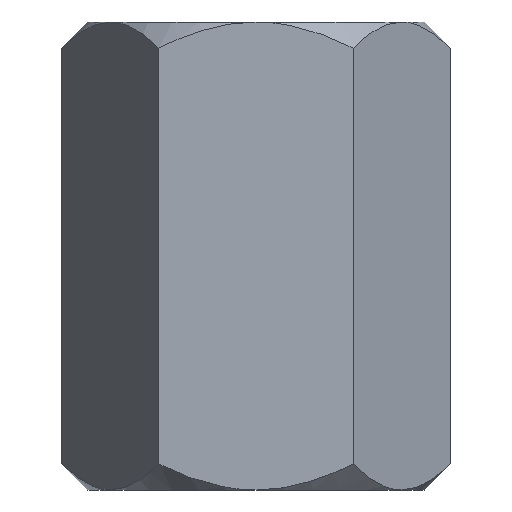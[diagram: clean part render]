
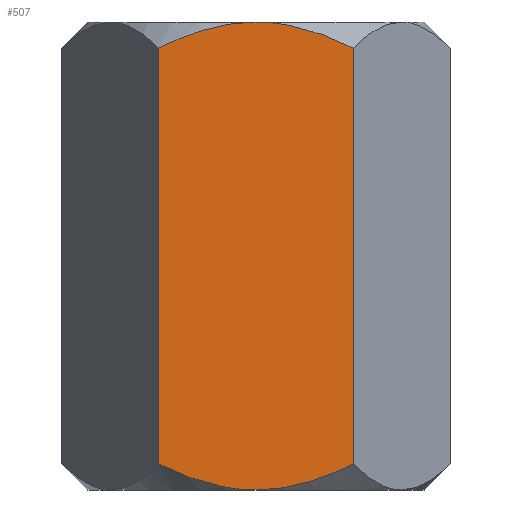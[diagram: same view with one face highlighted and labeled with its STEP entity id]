
A CAD part, left-side view. The second image highlights one B-rep face of the part: STEP entity #507.
In plain terms, the highlighted planar face has unit normal (-1, 0, 0).
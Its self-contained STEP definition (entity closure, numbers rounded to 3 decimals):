
#8 = CARTESIAN_POINT ( 'NONE',  ( -23., -7.957, -62.686 ) ) ;
#15 = CARTESIAN_POINT ( 'NONE',  ( -23., -9.586, -1.913 ) ) ;
#16 = VERTEX_POINT ( 'NONE', #538 ) ;
#41 = CARTESIAN_POINT ( 'NONE',  ( -23., -13.279, -3.558 ) ) ;
#63 = B_SPLINE_CURVE_WITH_KNOTS ( 'NONE', 3,
 ( #258, #506, #389, #15, #696, #320, #633, #505, #213, #273 ),
 .UNSPECIFIED., .F., .F.,
 ( 4, 2, 2, 2, 4 ),
 ( 0.053, 0.057, 0.058, 0.06, 0.067 ),
 .UNSPECIFIED. ) ;
#64 = CARTESIAN_POINT ( 'NONE',  ( -23., 7.957, -1.314 ) ) ;
#77 = B_SPLINE_CURVE_WITH_KNOTS ( 'NONE', 3,
 ( #388, #133, #80, #501, #124, #738, #567, #562, #747, #796 ),
 .UNSPECIFIED., .F., .F.,
 ( 4, 2, 2, 2, 4 ),
 ( 0.053, 0.057, 0.058, 0.06, 0.067 ),
 .UNSPECIFIED. ) ;
#80 = CARTESIAN_POINT ( 'NONE',  ( -23., 11.196, -61.439 ) ) ;
#93 = CARTESIAN_POINT ( 'NONE',  ( -23., -2.324, -63.89 ) ) ;
#95 = ORIENTED_EDGE ( 'NONE', *, *, #393, .T. ) ;
#105 = FACE_OUTER_BOUND ( 'NONE', #645, .T. ) ;
#124 = CARTESIAN_POINT ( 'NONE',  ( -23., 9.044, -62.291 ) ) ;
#133 = CARTESIAN_POINT ( 'NONE',  ( -23., 12.246, -60.958 ) ) ;
#152 = CARTESIAN_POINT ( 'NONE',  ( -23., 0., -64. ) ) ;
#188 = DIRECTION ( 'NONE',  ( 0., 0., 1. ) ) ;
#193 = CARTESIAN_POINT ( 'NONE',  ( -23., -13.279, -64. ) ) ;
#213 = CARTESIAN_POINT ( 'NONE',  ( -23., -2.328, 0. ) ) ;
#218 = CARTESIAN_POINT ( 'NONE',  ( -23., 2.898, -0.175 ) ) ;
#224 = DIRECTION ( 'NONE',  ( -1., 0., 0. ) ) ;
#225 = CARTESIAN_POINT ( 'NONE',  ( -23., 0., 0. ) ) ;
#233 = PLANE ( 'NONE',  #317 ) ;
#246 = B_SPLINE_CURVE_WITH_KNOTS ( 'NONE', 3,
 ( #152, #339, #326, #93, #334, #582, #463, #8, #256, #522, #704, #566 ),
 .UNSPECIFIED., .F., .F.,
 ( 4, 2, 2, 2, 2, 4 ),
 ( 0.067, 0.069, 0.071, 0.074, 0.077, 0.081 ),
 .UNSPECIFIED. ) ;
#250 = CARTESIAN_POINT ( 'NONE',  ( -23., 5.734, -0.68 ) ) ;
#256 = CARTESIAN_POINT ( 'NONE',  ( -23., -9.061, -62.299 ) ) ;
#258 = CARTESIAN_POINT ( 'NONE',  ( -23., -13.279, -3.558 ) ) ;
#271 = VERTEX_POINT ( 'NONE', #41 ) ;
#273 = CARTESIAN_POINT ( 'NONE',  ( -23., 0., 0. ) ) ;
#277 = CARTESIAN_POINT ( 'NONE',  ( -23., 0.582, 0. ) ) ;
#283 = CARTESIAN_POINT ( 'NONE',  ( -23., 13.279, -64. ) ) ;
#289 = EDGE_CURVE ( 'NONE', #469, #16, #781, .T. ) ;
#306 = EDGE_CURVE ( 'NONE', #397, #16, #610, .T. ) ;
#315 = VECTOR ( 'NONE', #719, 1000. ) ;
#317 = AXIS2_PLACEMENT_3D ( 'NONE', #283, #224, #480 ) ;
#320 = CARTESIAN_POINT ( 'NONE',  ( -23., -7.947, -1.329 ) ) ;
#326 = CARTESIAN_POINT ( 'NONE',  ( -23., -1.167, -63.978 ) ) ;
#334 = CARTESIAN_POINT ( 'NONE',  ( -23., -2.898, -63.825 ) ) ;
#339 = CARTESIAN_POINT ( 'NONE',  ( -23., -0.582, -64. ) ) ;
#350 = CARTESIAN_POINT ( 'NONE',  ( -23., 0., -64. ) ) ;
#381 = CARTESIAN_POINT ( 'NONE',  ( -23., 12.253, -3.045 ) ) ;
#382 = LINE ( 'NONE', #193, #628 ) ;
#388 = CARTESIAN_POINT ( 'NONE',  ( -23., 13.279, -60.442 ) ) ;
#389 = CARTESIAN_POINT ( 'NONE',  ( -23., -11.196, -2.561 ) ) ;
#393 = EDGE_CURVE ( 'NONE', #271, #397, #63, .T. ) ;
#397 = VERTEX_POINT ( 'NONE', #755 ) ;
#449 = EDGE_CURVE ( 'NONE', #648, #764, #246, .T. ) ;
#463 = CARTESIAN_POINT ( 'NONE',  ( -23., -5.734, -63.32 ) ) ;
#469 = VERTEX_POINT ( 'NONE', #529 ) ;
#473 = CARTESIAN_POINT ( 'NONE',  ( -23., 1.167, -0.022 ) ) ;
#480 = DIRECTION ( 'NONE',  ( 0., 0., 1. ) ) ;
#495 = CARTESIAN_POINT ( 'NONE',  ( -23., 9.061, -1.701 ) ) ;
#501 = CARTESIAN_POINT ( 'NONE',  ( -23., 9.586, -62.087 ) ) ;
#505 = CARTESIAN_POINT ( 'NONE',  ( -23., -4.601, -0.358 ) ) ;
#506 = CARTESIAN_POINT ( 'NONE',  ( -23., -12.246, -3.042 ) ) ;
#507 = ADVANCED_FACE ( 'NONE', ( #105 ), #233, .T. ) ;
#510 = CARTESIAN_POINT ( 'NONE',  ( -23., -13.279, -60.442 ) ) ;
#522 = CARTESIAN_POINT ( 'NONE',  ( -23., -11.207, -61.434 ) ) ;
#529 = CARTESIAN_POINT ( 'NONE',  ( -23., 13.279, -60.442 ) ) ;
#538 = CARTESIAN_POINT ( 'NONE',  ( -23., 13.279, -3.558 ) ) ;
#543 = ORIENTED_EDGE ( 'NONE', *, *, #306, .T. ) ;
#551 = ORIENTED_EDGE ( 'NONE', *, *, #735, .T. ) ;
#559 = CARTESIAN_POINT ( 'NONE',  ( -23., 4.609, -0.43 ) ) ;
#562 = CARTESIAN_POINT ( 'NONE',  ( -23., 4.601, -63.642 ) ) ;
#566 = CARTESIAN_POINT ( 'NONE',  ( -23., -13.279, -60.442 ) ) ;
#567 = CARTESIAN_POINT ( 'NONE',  ( -23., 7.39, -62.848 ) ) ;
#581 = ORIENTED_EDGE ( 'NONE', *, *, #449, .T. ) ;
#582 = CARTESIAN_POINT ( 'NONE',  ( -23., -4.609, -63.57 ) ) ;
#584 = CARTESIAN_POINT ( 'NONE',  ( -23., 13.279, -64. ) ) ;
#591 = ORIENTED_EDGE ( 'NONE', *, *, #289, .F. ) ;
#610 = B_SPLINE_CURVE_WITH_KNOTS ( 'NONE', 3,
 ( #225, #277, #473, #660, #218, #559, #250, #64, #495, #751, #381, #746 ),
 .UNSPECIFIED., .F., .F.,
 ( 4, 2, 2, 2, 2, 4 ),
 ( 0.067, 0.069, 0.071, 0.074, 0.077, 0.081 ),
 .UNSPECIFIED. ) ;
#615 = ORIENTED_EDGE ( 'NONE', *, *, #798, .T. ) ;
#628 = VECTOR ( 'NONE', #188, 1000. ) ;
#633 = CARTESIAN_POINT ( 'NONE',  ( -23., -7.39, -1.152 ) ) ;
#645 = EDGE_LOOP ( 'NONE', ( #591, #551, #581, #615, #95, #543 ) ) ;
#648 = VERTEX_POINT ( 'NONE', #350 ) ;
#660 = CARTESIAN_POINT ( 'NONE',  ( -23., 2.324, -0.11 ) ) ;
#696 = CARTESIAN_POINT ( 'NONE',  ( -23., -9.044, -1.709 ) ) ;
#704 = CARTESIAN_POINT ( 'NONE',  ( -23., -12.253, -60.955 ) ) ;
#719 = DIRECTION ( 'NONE',  ( 0., 0., 1. ) ) ;
#735 = EDGE_CURVE ( 'NONE', #469, #648, #77, .T. ) ;
#738 = CARTESIAN_POINT ( 'NONE',  ( -23., 7.947, -62.671 ) ) ;
#746 = CARTESIAN_POINT ( 'NONE',  ( -23., 13.279, -3.558 ) ) ;
#747 = CARTESIAN_POINT ( 'NONE',  ( -23., 2.328, -64. ) ) ;
#751 = CARTESIAN_POINT ( 'NONE',  ( -23., 11.207, -2.566 ) ) ;
#755 = CARTESIAN_POINT ( 'NONE',  ( -23., 0., 0. ) ) ;
#764 = VERTEX_POINT ( 'NONE', #510 ) ;
#781 = LINE ( 'NONE', #584, #315 ) ;
#796 = CARTESIAN_POINT ( 'NONE',  ( -23., 0., -64. ) ) ;
#798 = EDGE_CURVE ( 'NONE', #764, #271, #382, .T. ) ;
